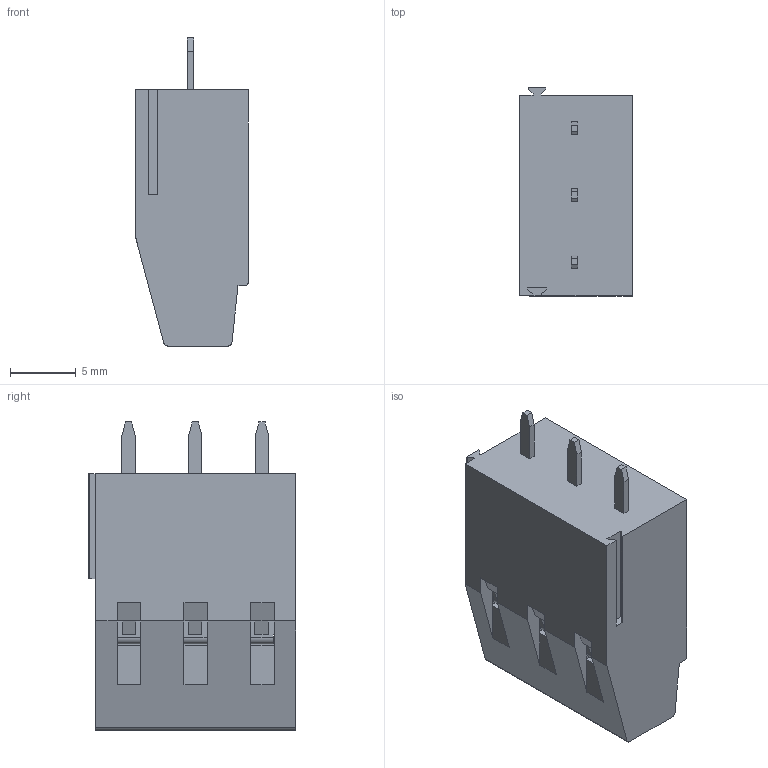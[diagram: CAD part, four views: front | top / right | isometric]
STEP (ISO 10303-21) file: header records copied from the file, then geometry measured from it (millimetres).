
FILE_DESCRIPTION( ( 'STEP AP214' ), '1' );
FILE_NAME( ' ', ' ', ( ' ' ), ( ' ' ), 'PSStep 13.0', 'VISI 18.0', ' ' );
FILE_SCHEMA( ( 'AUTOMOTIVE_DESIGN { 1 0 10303 214 1 1 1 1 }' ) );
Length unit declared in the file: millimetre
Products named in the file (1): 1
Bounding box: 8.6 x 15.82 x 23.45 mm (x, y, z)
Volume: 2058.5 mm3; surface area: 2128.5 mm2
Topology: 1 solids, 7 shells, 356 faces, 987 edges, 644 vertices
Faces by surface type: plane 332, cylinder 21, cone 3
Full cylindrical faces by diameter (mm): 3.7 x6, 3.9 x3
Entity records: 13980 total; most frequent: CARTESIAN_POINT 2064, ORIENTED_EDGE 1932, DIRECTION 1733, EDGE_CURVE 966, LINE 909, VECTOR 909, VERTEX_POINT 635, AXIS2_PLACEMENT_3D 412
